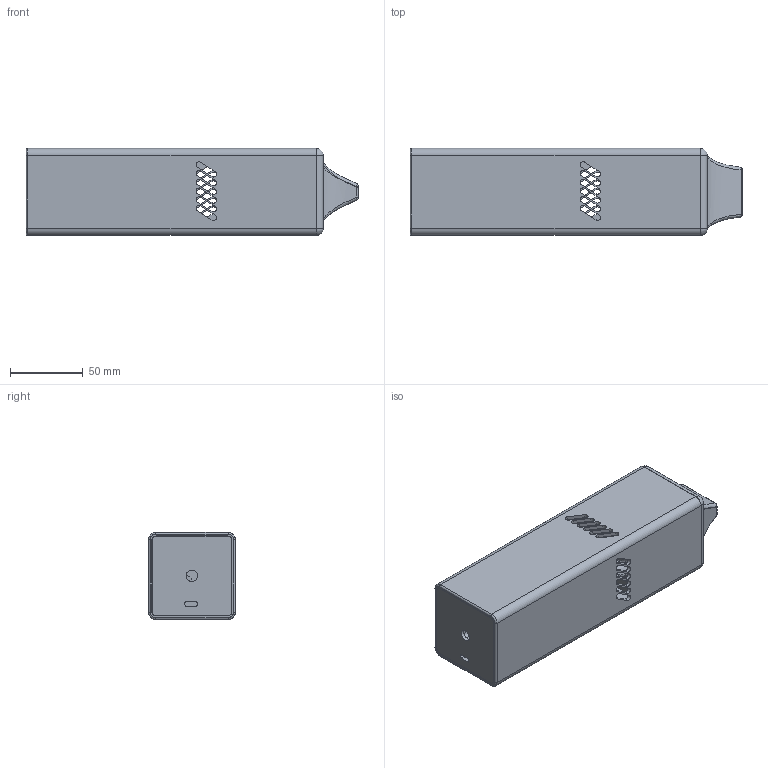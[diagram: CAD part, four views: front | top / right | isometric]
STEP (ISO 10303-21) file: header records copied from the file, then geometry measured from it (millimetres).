
FILE_DESCRIPTION(/* description */ (''),/* implementation_level */ '2;1');
FILE_NAME(/* name */ 'Generation 2 model.stp',/* time_stamp */ '2024-10-27T19:00:18+08:00',/* author */ (''),/* organization */ (''),/* preprocessor_version */ 'ST-DEVELOPER v15.2',/* originating_system */ 'Autodesk Translator Framework v2.0.0.5431',/* authorisation */ '');
FILE_SCHEMA (('AUTOMOTIVE_DESIGN { 1 0 10303 214 3 1 1 }'));
Length unit declared in the file: centimetre
Products named in the file (1): 11
Bounding box: 228.76 x 60.14 x 60.09 mm (x, y, z)
Volume: 667175.6 mm3; surface area: 314900.1 mm2
Topology: 32 solids, 32 shells, 1299 faces, 3472 edges, 2294 vertices
Faces by surface type: plane 747, cylinder 402, bspline 118, torus 28, sphere 4
Full cylindrical faces by diameter (mm): 1.25 x80, 3.5 x32, 6 x13, 8 x2, 13 x8, 15 x8, 19 x8, 21 x8, 22 x4, 36 x1, 38.5 x12
Entity records: 41676 total; most frequent: CARTESIAN_POINT 9328, ORIENTED_EDGE 6466, DIRECTION 6418, EDGE_CURVE 3233, VERTEX_POINT 2255, AXIS2_PLACEMENT_3D 2229, LINE 1960, VECTOR 1960
